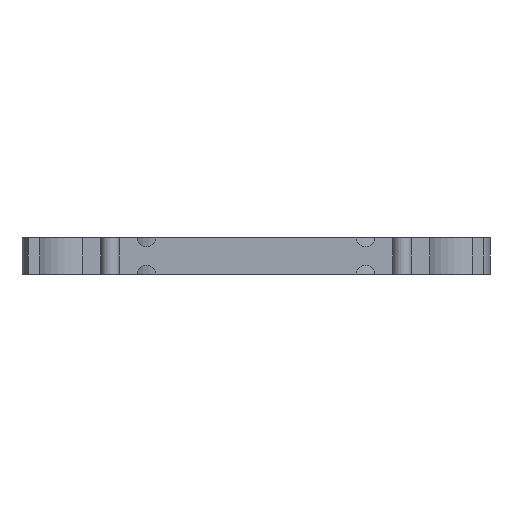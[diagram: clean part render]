
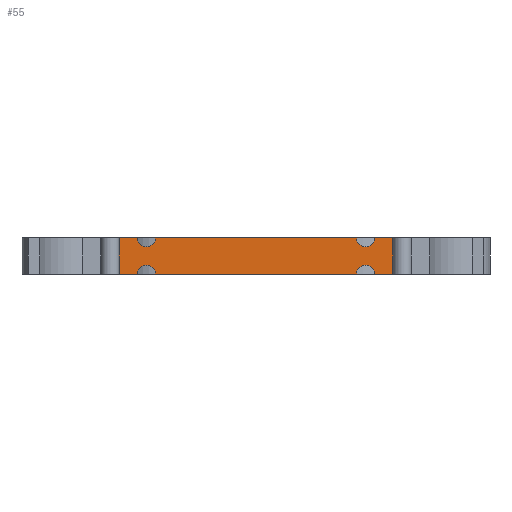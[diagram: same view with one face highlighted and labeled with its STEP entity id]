
A CAD part, left-side view. The second image highlights one B-rep face of the part: STEP entity #55.
In plain terms, the highlighted planar face has unit normal (-1, 0, 0).
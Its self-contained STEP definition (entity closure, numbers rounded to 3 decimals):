
#55=ADVANCED_FACE('',(#187),#2363,.T.);
#187=FACE_OUTER_BOUND('',#319,.T.);
#319=EDGE_LOOP('',(#558,#559,#560,#561,#562,#563,#564,#565,#566,#567,#568,
#569));
#558=ORIENTED_EDGE('',*,*,#1276,.T.);
#559=ORIENTED_EDGE('',*,*,#1180,.T.);
#560=ORIENTED_EDGE('',*,*,#1169,.F.);
#561=ORIENTED_EDGE('',*,*,#1175,.T.);
#562=ORIENTED_EDGE('',*,*,#1277,.T.);
#563=ORIENTED_EDGE('',*,*,#1204,.F.);
#564=ORIENTED_EDGE('',*,*,#1278,.T.);
#565=ORIENTED_EDGE('',*,*,#1171,.T.);
#566=ORIENTED_EDGE('',*,*,#1163,.F.);
#567=ORIENTED_EDGE('',*,*,#1178,.T.);
#568=ORIENTED_EDGE('',*,*,#1279,.T.);
#569=ORIENTED_EDGE('',*,*,#1237,.F.);
#1163=EDGE_CURVE('',#2031,#2032,#1787,.T.);
#1169=EDGE_CURVE('',#2037,#2034,#1793,.T.);
#1171=EDGE_CURVE('',#2039,#2032,#1539,.T.);
#1175=EDGE_CURVE('',#2037,#2041,#1541,.T.);
#1178=EDGE_CURVE('',#2031,#2043,#1543,.T.);
#1180=EDGE_CURVE('',#2045,#2034,#1545,.T.);
#1204=EDGE_CURVE('',#2064,#2065,#1808,.T.);
#1237=EDGE_CURVE('',#2091,#2092,#1839,.T.);
#1276=EDGE_CURVE('',#2091,#2045,#1876,.T.);
#1277=EDGE_CURVE('',#2041,#2065,#1877,.T.);
#1278=EDGE_CURVE('',#2064,#2039,#1878,.T.);
#1279=EDGE_CURVE('',#2043,#2092,#1879,.T.);
#1539=TRIMMED_CURVE($,#1663,(#3304),(#3305),.T.,.CARTESIAN.);
#1541=TRIMMED_CURVE($,#1665,(#3314),(#3315),.T.,.CARTESIAN.);
#1543=TRIMMED_CURVE($,#1667,(#3322),(#3323),.T.,.CARTESIAN.);
#1545=TRIMMED_CURVE($,#1669,(#3328),(#3329),.T.,.CARTESIAN.);
#1663=CIRCLE('',#2547,0.5);
#1665=CIRCLE('',#2549,0.5);
#1667=CIRCLE('',#2551,0.5);
#1669=CIRCLE('',#2553,0.5);
#1787=B_SPLINE_CURVE_WITH_KNOTS('',1,(#3286,#3287),.UNSPECIFIED.,.F.,.F.,
(2,2),(0.,11.),.UNSPECIFIED.);
#1793=B_SPLINE_CURVE_WITH_KNOTS('',1,(#3298,#3299),.UNSPECIFIED.,.F.,.F.,
(2,2),(0.,11.),.UNSPECIFIED.);
#1808=B_SPLINE_CURVE_WITH_KNOTS('',1,(#3384,#3385),.UNSPECIFIED.,.F.,.F.,
(2,2),(0.,2.),.UNSPECIFIED.);
#1839=B_SPLINE_CURVE_WITH_KNOTS('',1,(#3452,#3453),.UNSPECIFIED.,.F.,.F.,
(2,2),(0.,2.),.UNSPECIFIED.);
#1876=B_SPLINE_CURVE_WITH_KNOTS('',1,(#3532,#3533),.UNSPECIFIED.,.F.,.F.,
(2,2),(0.,1.),.UNSPECIFIED.);
#1877=B_SPLINE_CURVE_WITH_KNOTS('',1,(#3534,#3535),.UNSPECIFIED.,.F.,.F.,
(2,2),(0.,1.),.UNSPECIFIED.);
#1878=B_SPLINE_CURVE_WITH_KNOTS('',1,(#3536,#3537),.UNSPECIFIED.,.F.,.F.,
(2,2),(0.,1.),.UNSPECIFIED.);
#1879=B_SPLINE_CURVE_WITH_KNOTS('',1,(#3538,#3539),.UNSPECIFIED.,.F.,.F.,
(2,2),(0.,1.),.UNSPECIFIED.);
#2031=VERTEX_POINT('',#3189);
#2032=VERTEX_POINT('',#3190);
#2034=VERTEX_POINT('',#3192);
#2037=VERTEX_POINT('',#3195);
#2039=VERTEX_POINT('',#3197);
#2041=VERTEX_POINT('',#3199);
#2043=VERTEX_POINT('',#3201);
#2045=VERTEX_POINT('',#3203);
#2064=VERTEX_POINT('',#3222);
#2065=VERTEX_POINT('',#3223);
#2091=VERTEX_POINT('',#3249);
#2092=VERTEX_POINT('',#3250);
#2363=PLANE('',#2531);
#2531=AXIS2_PLACEMENT_3D('',#3173,#2790,$);
#2547=AXIS2_PLACEMENT_3D($,#3303,#2807,#2808);
#2549=AXIS2_PLACEMENT_3D($,#3313,#2811,#2812);
#2551=AXIS2_PLACEMENT_3D($,#3321,#2815,#2816);
#2553=AXIS2_PLACEMENT_3D($,#3327,#2819,#2820);
#2790=DIRECTION('',(-1.,0.,0.));
#2807=DIRECTION('',(1.,0.,0.));
#2808=DIRECTION('',(0.,-1.,0.));
#2811=DIRECTION('',(1.,0.,0.));
#2812=DIRECTION('',(0.,1.,0.));
#2815=DIRECTION('',(1.,0.,0.));
#2816=DIRECTION('',(0.,-1.,0.));
#2819=DIRECTION('',(1.,0.,0.));
#2820=DIRECTION('',(0.,1.,0.));
#3173=CARTESIAN_POINT('',(-4.985,9.012,-0.212));
#3189=CARTESIAN_POINT('',(-4.985,5.5,2.));
#3190=CARTESIAN_POINT('',(-4.985,-5.5,2.));
#3192=CARTESIAN_POINT('',(-4.985,5.5,0.));
#3195=CARTESIAN_POINT('',(-4.985,-5.5,0.));
#3197=CARTESIAN_POINT('',(-4.985,-6.5,2.));
#3199=CARTESIAN_POINT('',(-4.985,-6.5,0.));
#3201=CARTESIAN_POINT('',(-4.985,6.5,2.));
#3203=CARTESIAN_POINT('',(-4.985,6.5,0.));
#3222=CARTESIAN_POINT('',(-4.985,-7.5,2.));
#3223=CARTESIAN_POINT('',(-4.985,-7.5,0.));
#3249=CARTESIAN_POINT('',(-4.985,7.5,0.));
#3250=CARTESIAN_POINT('',(-4.985,7.5,2.));
#3286=CARTESIAN_POINT('',(-4.985,5.5,2.));
#3287=CARTESIAN_POINT('',(-4.985,-5.5,2.));
#3298=CARTESIAN_POINT('',(-4.985,-5.5,0.));
#3299=CARTESIAN_POINT('',(-4.985,5.5,0.));
#3303=CARTESIAN_POINT('',(-4.985,-6.,2.));
#3304=CARTESIAN_POINT('',(-4.985,-6.5,2.));
#3305=CARTESIAN_POINT('',(-4.985,-5.5,2.));
#3313=CARTESIAN_POINT('',(-4.985,-6.,0.));
#3314=CARTESIAN_POINT('',(-4.985,-5.5,0.));
#3315=CARTESIAN_POINT('',(-4.985,-6.5,0.));
#3321=CARTESIAN_POINT('',(-4.985,6.,2.));
#3322=CARTESIAN_POINT('',(-4.985,5.5,2.));
#3323=CARTESIAN_POINT('',(-4.985,6.5,2.));
#3327=CARTESIAN_POINT('',(-4.985,6.,0.));
#3328=CARTESIAN_POINT('',(-4.985,6.5,0.));
#3329=CARTESIAN_POINT('',(-4.985,5.5,0.));
#3384=CARTESIAN_POINT('',(-4.985,-7.5,2.));
#3385=CARTESIAN_POINT('',(-4.985,-7.5,0.));
#3452=CARTESIAN_POINT('',(-4.985,7.5,0.));
#3453=CARTESIAN_POINT('',(-4.985,7.5,2.));
#3532=CARTESIAN_POINT('',(-4.985,7.5,0.));
#3533=CARTESIAN_POINT('',(-4.985,6.5,0.));
#3534=CARTESIAN_POINT('',(-4.985,-6.5,0.));
#3535=CARTESIAN_POINT('',(-4.985,-7.5,0.));
#3536=CARTESIAN_POINT('',(-4.985,-7.5,2.));
#3537=CARTESIAN_POINT('',(-4.985,-6.5,2.));
#3538=CARTESIAN_POINT('',(-4.985,6.5,2.));
#3539=CARTESIAN_POINT('',(-4.985,7.5,2.));
